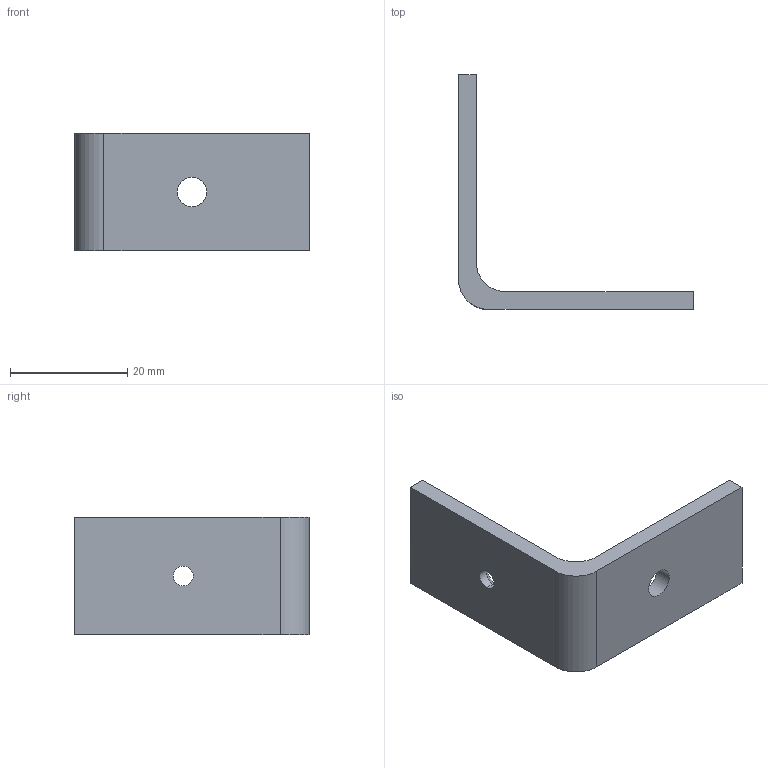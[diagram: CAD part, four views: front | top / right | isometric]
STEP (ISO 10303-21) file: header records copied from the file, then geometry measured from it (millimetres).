
FILE_DESCRIPTION (( 'STEP AP214' ), '1' );
FILE_NAME ('winkelExtrusion.STEP', '2023-06-26T22:52:29', ( '' ), ( '' ), 'SwSTEP 2.0', 'SolidWorks 2021', '' );
FILE_SCHEMA (( 'AUTOMOTIVE_DESIGN' ));
Length unit declared in the file: millimetre
Products named in the file (1): winkelExtrusion
Bounding box: 40 x 40 x 20 mm (x, y, z)
Volume: 4519.4 mm3; surface area: 3591.6 mm2
Topology: 1 solids, 1 shells, 16 faces, 40 edges, 26 vertices
Faces by surface type: plane 8, cylinder 6, cone 2
Entity records: 524 total; most frequent: DIRECTION 88, CARTESIAN_POINT 83, ORIENTED_EDGE 80, EDGE_CURVE 40, AXIS2_PLACEMENT_3D 31, VERTEX_POINT 26, LINE 26, VECTOR 26
